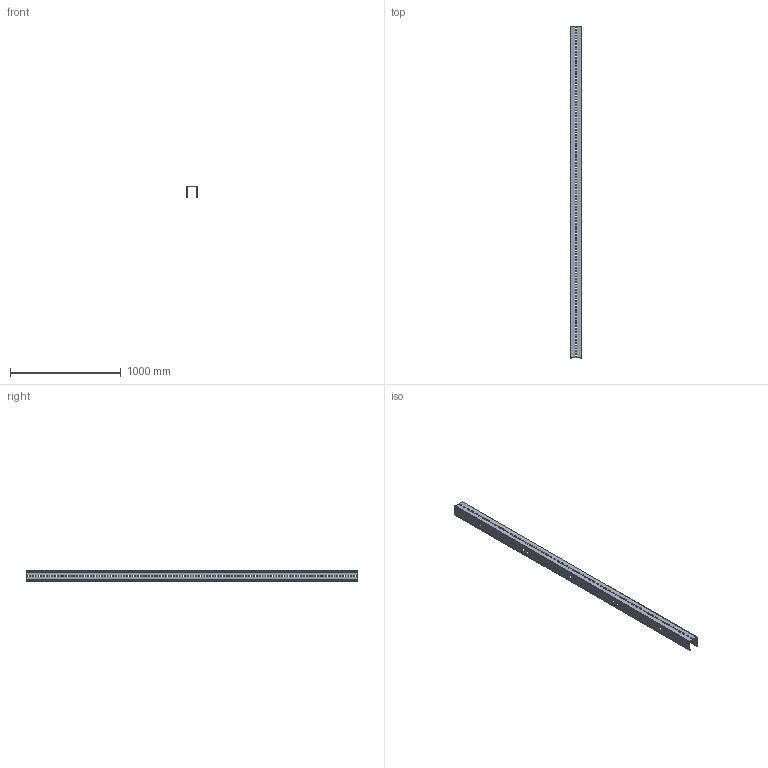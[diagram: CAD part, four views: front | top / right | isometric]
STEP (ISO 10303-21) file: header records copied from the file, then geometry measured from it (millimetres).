
FILE_DESCRIPTION((''),'2;1');
FILE_NAME('641030_PRT','2018-12-06T11:33:47',('tomasz.grudniewski'),(''),'CREO PARAMETRIC BY PTC INC, 2018260','CREO PARAMETRIC BY PTC INC, 2018260','');
FILE_SCHEMA(('CONFIG_CONTROL_DESIGN'));
Length unit declared in the file: millimetre
Products named in the file (1): 641030_PRT
Bounding box: 100 x 3000 x 100 mm (x, y, z)
Volume: 2628933.8 mm3; surface area: 1812916.5 mm2
Topology: 1 solids, 1 shells, 838 faces, 2396 edges, 1560 vertices
Faces by surface type: plane 450, cylinder 388
Entity records: 28138 total; most frequent: DIRECTION 4848, CARTESIAN_POINT 4794, ORIENTED_EDGE 4792, EDGE_CURVE 2396, VECTOR 1620, LINE 1620, AXIS2_PLACEMENT_3D 1614, VERTEX_POINT 1560
